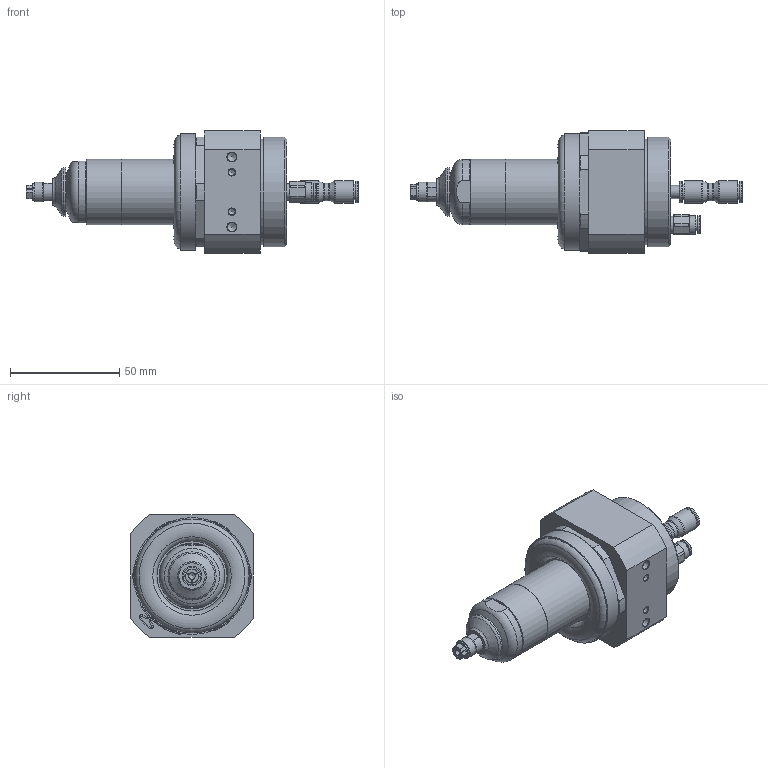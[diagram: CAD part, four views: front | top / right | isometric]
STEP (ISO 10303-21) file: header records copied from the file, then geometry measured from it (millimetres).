
FILE_DESCRIPTION(/* description */ ('ESR 1100'),/* implementation_level */ '2;1');
FILE_NAME(/* name */ '60073195.stp',/* time_stamp */ '2023-11-27T13:16:30+01:00',/* author */ ('DSteinicke'),/* organization */ (''),/* preprocessor_version */ 'ST-DEVELOPER v19.2',/* originating_system */ 'Autodesk Inventor 2024',/* authorisation */ '');
FILE_SCHEMA (('AUTOMOTIVE_DESIGN { 1 0 10303 214 3 1 1 }'));
Length unit declared in the file: millimetre
Products named in the file (37): 60073195; 60007447; 9369825; 60073207; 29907623; 9330003; 9314656; 29948777; 60069295; 29910743; 9357043; 9319015; 60069303; 29907663; 29907673; 29907703; 29907693; 9357209; 29910753; 29907643; 29948733; 29948547; 9359307; 9357908; 9361211; 9359351; 9359310; 60038796; 60038806; 60039855; 60007433; 9377003; 60050256; 9357284; 60071223; 9330009; 60072936
Assembly tree (52 placements, depth 3):
  60073195
    60007447
    9369825
    60073207
    29907623
    9330003  x2
    9314656
    29948777
    60069295
      29910743
      9357043
      9319015  x2
      60069303
      29907663
      29907673
      29907703
      29907693
      9357209
      29910753
      29907643
    29948733
    29948547
    9359307
    9357908
    9361211
    9359351
    9359310
    60038796
    60038806
    60039855
      60007433
      9377003  x8
    9357284  x8
    60050256
    60071223
    9330009
    60072936
Bounding box: 151.62 x 56 x 56 mm (x, y, z)
Volume: 137633.4 mm3; surface area: 102124.3 mm2
Topology: 69 solids, 85 shells, 1091 faces, 2819 edges, 1889 vertices
Faces by surface type: cylinder 471, plane 356, cone 127, torus 103, sphere 34
Full cylindrical faces by diameter (mm): 1 x1, 1.6 x24, 2 x2, 2.7 x4, 3 x3, 3.1 x2, 4 x18, 4.134 x6, 4.459 x1, 4.917 x1, 5 x4, 5.2 x1, 5.8 x1, 6 x7, 6.15 x1, 6.35 x2, 7 x16, 7.2 x3, 7.8 x2, 8 x1, 8.1 x1, 8.5 x1, 9 x8, 9.113 x2, 9.213 x2, 9.3 x1, 9.9 x3, 10 x2, 10.5 x2, 11 x4
Entity records: 34806 total; most frequent: CARTESIAN_POINT 8428, DIRECTION 5440, ORIENTED_EDGE 5024, EDGE_CURVE 2512, AXIS2_PLACEMENT_3D 2247, VERTEX_POINT 1757, EDGE_LOOP 1209, CIRCLE 1170
